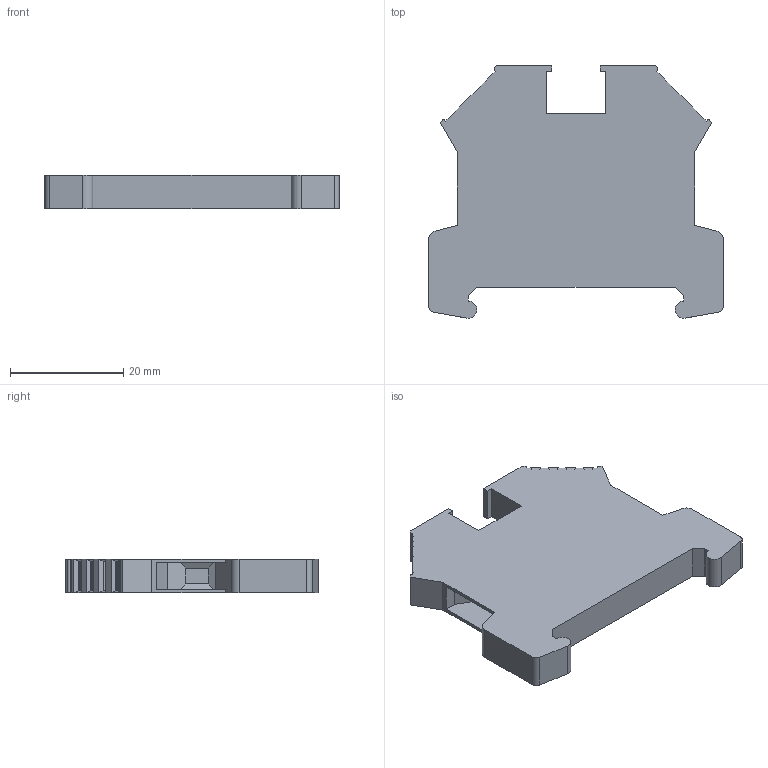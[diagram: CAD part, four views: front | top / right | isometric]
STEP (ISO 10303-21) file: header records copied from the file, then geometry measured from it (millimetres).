
FILE_DESCRIPTION(/* description */ (''),/* implementation_level */ '2;1');
FILE_NAME(/* name */ '1435_SL25_35_iso.stp',/* time_stamp */ '2011-07-25T15:00:02+02:00',/* author */ (''),/* organization */ (''),/* preprocessor_version */ 'ST-DEVELOPER v11',/* originating_system */ 'SIEMENS UGS NX 6.0',/* authorisation */ '');
FILE_SCHEMA (('CONFIG_CONTROL_DESIGN'));
Length unit declared in the file: millimetre
Products named in the file (1): 1435_SL25_35_iso
Bounding box: 52 x 44.6 x 6 mm (x, y, z)
Volume: 9310.3 mm3; surface area: 5377.3 mm2
Topology: 1 solids, 1 shells, 250 faces, 688 edges, 443 vertices
Faces by surface type: plane 209, cylinder 41
Full cylindrical faces by diameter (mm): 4.2 x3
Entity records: 7864 total; most frequent: CARTESIAN_POINT 1377, ORIENTED_EDGE 1368, DIRECTION 1272, EDGE_CURVE 684, LINE 598, VECTOR 598, VERTEX_POINT 442, AXIS2_PLACEMENT_3D 337
